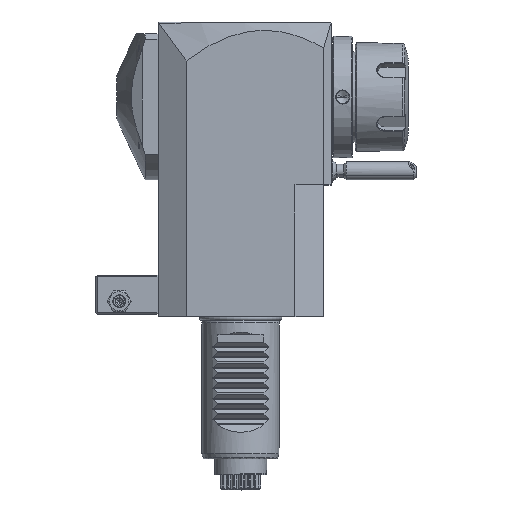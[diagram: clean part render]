
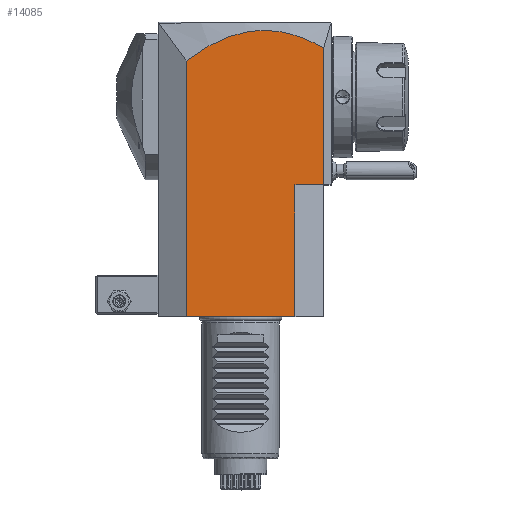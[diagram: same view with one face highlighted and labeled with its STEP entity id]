
A CAD part, top view. The second image highlights one B-rep face of the part: STEP entity #14085.
In plain terms, the highlighted planar face has unit normal (0, 0, 1).
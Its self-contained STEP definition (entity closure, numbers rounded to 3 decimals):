
#29=DIRECTION('',(-1.,0.,0.));
#30=VECTOR('',#29,42.);
#31=CARTESIAN_POINT('',(21.,0.,32.));
#32=LINE('',#31,#30);
#285=DIRECTION('',(0.,1.,0.));
#286=VECTOR('',#285,51.);
#287=CARTESIAN_POINT('',(21.,0.,32.));
#288=LINE('',#287,#286);
#297=DIRECTION('',(1.,0.,0.));
#298=VECTOR('',#297,11.);
#299=CARTESIAN_POINT('',(21.,51.,32.));
#300=LINE('',#299,#298);
#690=CARTESIAN_POINT('',(-21.,98.907,32.));
#691=CARTESIAN_POINT('',(-16.774,102.25,32.));
#692=CARTESIAN_POINT('',(-8.233,107.551,32.));
#693=CARTESIAN_POINT('',(2.677,110.613,32.));
#694=CARTESIAN_POINT('',(11.551,110.816,32.));
#695=CARTESIAN_POINT('',(18.282,109.806,32.));
#696=CARTESIAN_POINT('',(25.093,107.588,32.));
#697=CARTESIAN_POINT('',(29.688,105.266,32.));
#698=CARTESIAN_POINT('',(32.,103.883,32.));
#700=DIRECTION('',(0.,-1.,0.));
#701=VECTOR('',#700,52.883);
#702=CARTESIAN_POINT('',(32.,103.883,32.));
#703=LINE('',#702,#701);
#704=DIRECTION('',(0.,-1.,0.));
#705=VECTOR('',#704,98.907);
#706=CARTESIAN_POINT('',(-21.,98.907,32.));
#707=LINE('',#706,#705);
#12530=VERTEX_POINT('',#690);
#12531=VERTEX_POINT('',#698);
#12532=CARTESIAN_POINT('',(32.,51.,32.));
#12533=VERTEX_POINT('',#12532);
#12595=CARTESIAN_POINT('',(21.,51.,32.));
#12596=VERTEX_POINT('',#12595);
#13011=CARTESIAN_POINT('',(-21.,0.,32.));
#13013=VERTEX_POINT('',#13011);
#13023=CARTESIAN_POINT('',(21.,0.,32.));
#13025=VERTEX_POINT('',#13023);
#14071=CARTESIAN_POINT('',(-35.103,51.,32.));
#14072=DIRECTION('',(0.,0.,1.));
#14073=DIRECTION('',(1.,0.,0.));
#14074=AXIS2_PLACEMENT_3D('',#14071,#14072,#14073);
#14075=PLANE('',#14074);
#14076=ORIENTED_EDGE('',*,*,#13427,.F.);
#14077=ORIENTED_EDGE('',*,*,#13394,.T.);
#14079=ORIENTED_EDGE('',*,*,#14078,.F.);
#14080=ORIENTED_EDGE('',*,*,#14062,.T.);
#14081=ORIENTED_EDGE('',*,*,#13463,.T.);
#14082=ORIENTED_EDGE('',*,*,#13450,.F.);
#14083=EDGE_LOOP('',(#14076,#14077,#14079,#14080,#14081,#14082));
#14084=FACE_OUTER_BOUND('',#14083,.F.);
#699=B_SPLINE_CURVE_WITH_KNOTS('',3,(#690,#691,#692,#693,#694,#695,#696,#697,
#698),.UNSPECIFIED.,.F.,.F.,(4,1,1,1,1,1,4),(0.,0.25,0.5,0.625,0.75,
0.875,1.),.UNSPECIFIED.);
#13394=EDGE_CURVE('',#13025,#13013,#32,.T.);
#13427=EDGE_CURVE('',#13025,#12596,#288,.T.);
#13450=EDGE_CURVE('',#12596,#12533,#300,.T.);
#13463=EDGE_CURVE('',#12531,#12533,#703,.T.);
#14062=EDGE_CURVE('',#12530,#12531,#699,.T.);
#14078=EDGE_CURVE('',#12530,#13013,#707,.T.);
#14085=ADVANCED_FACE('',(#14084),#14075,.T.);
